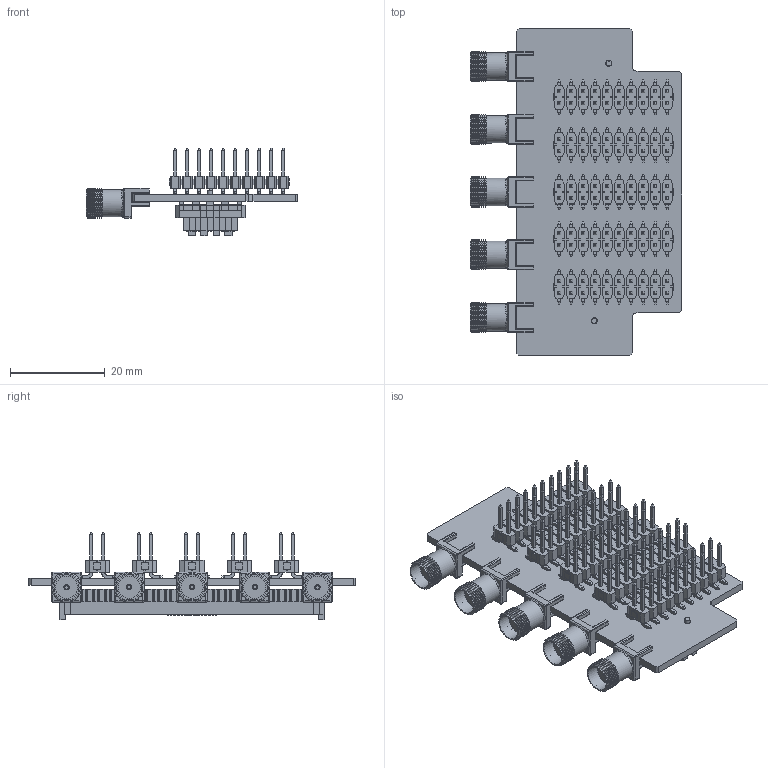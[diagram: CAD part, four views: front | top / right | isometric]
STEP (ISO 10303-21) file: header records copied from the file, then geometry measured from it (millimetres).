
FILE_DESCRIPTION(('Open CASCADE Model'),'2;1');
FILE_NAME('Open CASCADE Shape Model','2021-02-11T11:38:26',('Author'),( 'Open CASCADE'),'Open CASCADE STEP processor 6.8','Open CASCADE 6.8' ,'Unknown');
FILE_SCHEMA(('AUTOMOTIVE_DESIGN { 1 0 10303 214 1 1 1 1 }'));
Length unit declared in the file: millimetre
Products named in the file (51): PCB; Board; Open CASCADE STEP translator 6.8 39.1.1; J5; Conn_RF_Solutions_Ltd_CON-SMA-EDGE-S_eec; 1; 2; 3; J4; J3; J2; J1; X1; TSM-110-01-X-DV; X3; X4; X5; X2; P1; 6603710560; Extruded; 6603708320; 6603700080; 6603706240; 6603714960; 6603714400; 6603706320; 6603714720; 6603709760; 6603713760; 6603709040; 6603711120; 6603715600; 6603708480; 6603711200; 6603708240; Cylinder
Assembly tree (73 placements, depth 4):
  PCB
    Board
      Open CASCADE STEP translator 6.8 39.1.1
    J5
      Conn_RF_Solutions_Ltd_CON-SMA-EDGE-S_eec
        1
        2
        3
    J4
      Conn_RF_Solutions_Ltd_CON-SMA-EDGE-S_eec
        1
        2
        3
    J3
      Conn_RF_Solutions_Ltd_CON-SMA-EDGE-S_eec
        1
        2
        3
    J2
      Conn_RF_Solutions_Ltd_CON-SMA-EDGE-S_eec
        1
        2
        3
    J1
      Conn_RF_Solutions_Ltd_CON-SMA-EDGE-S_eec
        1
        2
        3
    X1
      TSM-110-01-X-DV
    X3
      TSM-110-01-X-DV
    X4
      TSM-110-01-X-DV
    X5
      TSM-110-01-X-DV
    X2
      TSM-110-01-X-DV
    P1
      6603710560
        Extruded
      6603708320
        Extruded
      6603700080
        Extruded
      6603706240
        Extruded
      6603714960  x4
        Extruded
      6603714400  x3
        Extruded
      6603706320
        Extruded
      6603714720  x2
        Extruded
      6603709760  x2
        Extruded
      6603713760  x4
        Extruded
      6603709040
Bounding box: 44.76 x 69 x 18.42 mm (x, y, z)
Volume: 10519.6 mm3; surface area: 18899.1 mm2
Topology: 52 solids, 52 shells, 5449 faces, 14290 edges, 9165 vertices
Faces by surface type: plane 4859, cylinder 445, cone 85, bspline 30, torus 20, sphere 10
Full cylindrical faces by diameter (mm): 0.76 x10, 1.12 x1, 1.122 x10, 1.27 x2, 2.8 x10, 4.697 x10, 5.292 x5, 5.8 x45, 6.35 x40
Entity records: 64050 total; most frequent: CARTESIAN_POINT 11555, ORIENTED_EDGE 11112, DIRECTION 9864, EDGE_CURVE 5556, LINE 5302, VECTOR 5302, VERTEX_POINT 3633, AXIS2_PLACEMENT_3D 2281
